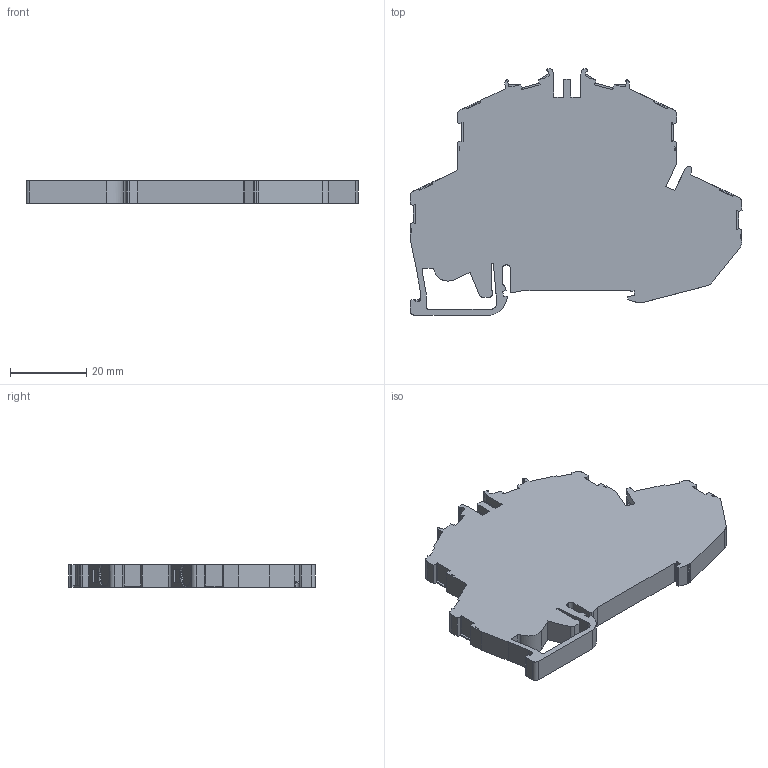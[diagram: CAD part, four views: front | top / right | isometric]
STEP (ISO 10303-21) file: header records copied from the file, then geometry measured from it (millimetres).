
FILE_DESCRIPTION (( 'STEP AP214' ), '1' );
FILE_NAME ('307570_PYK 4-2FN_Beige..STEP', '2015-08-05T07:33:57', ( '' ), ( '' ), 'SwSTEP 2.0', 'SolidWorks 2015', '' );
FILE_SCHEMA (( 'AUTOMOTIVE_DESIGN' ));
Length unit declared in the file: millimetre
Products named in the file (1): 307570_PYK 4-2FN_Beige.
Bounding box: 86.84 x 64.36 x 5.95 mm (x, y, z)
Volume: 22059.4 mm3; surface area: 10139.2 mm2
Topology: 1 solids, 1 shells, 377 faces, 1084 edges, 717 vertices
Faces by surface type: plane 239, cylinder 122, cone 12, bspline 4
Entity records: 17880 total; most frequent: CARTESIAN_POINT 4852, ORIENTED_EDGE 2168, DIRECTION 1325, EDGE_CURVE 1084, VERTEX_POINT 717, LINE 549, VECTOR 549, B_SPLINE_CURVE_WITH_KNOTS 521
